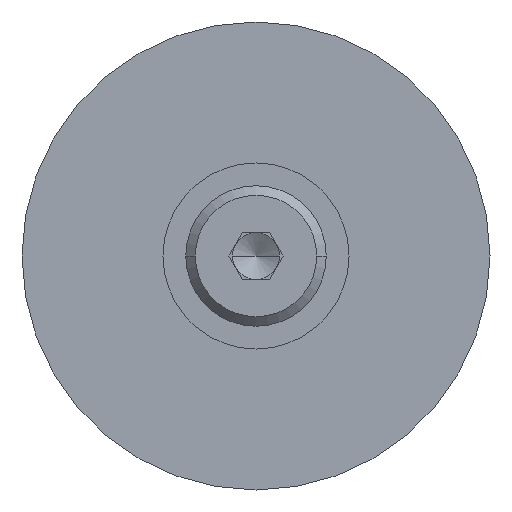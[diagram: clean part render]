
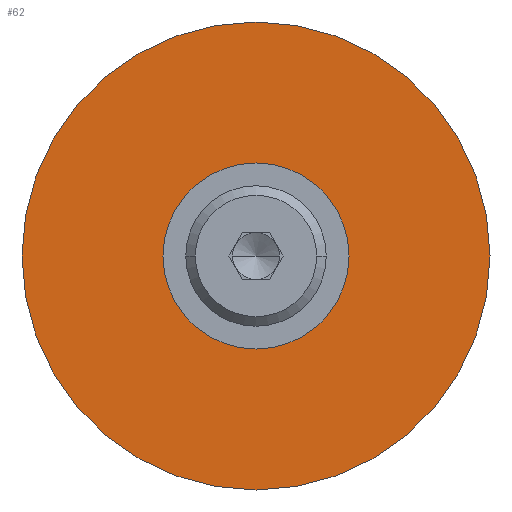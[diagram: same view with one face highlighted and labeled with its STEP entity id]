
A CAD part, left-side view. The second image highlights one B-rep face of the part: STEP entity #62.
In plain terms, the highlighted planar face has unit normal (-1, 0, 0).
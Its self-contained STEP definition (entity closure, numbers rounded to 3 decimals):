
#62=ADVANCED_FACE('',(#107,#108),#109,.T.);
#107=FACE_OUTER_BOUND('',#165,.T.);
#108=FACE_BOUND('',#166,.T.);
#109=PLANE('',#167);
#165=EDGE_LOOP('',(#305,#306));
#166=EDGE_LOOP('',(#307,#308));
#167=AXIS2_PLACEMENT_3D('',#309,#310,#311);
#305=ORIENTED_EDGE('',*,*,#404,.F.);
#306=ORIENTED_EDGE('',*,*,#431,.F.);
#307=ORIENTED_EDGE('',*,*,#409,.T.);
#308=ORIENTED_EDGE('',*,*,#429,.T.);
#309=CARTESIAN_POINT('',(-19.2,13.975,0.0));
#310=DIRECTION('',(-1.0,-0.0,0.0));
#311=DIRECTION('',(0.0,-1.0,-0.0));
#404=EDGE_CURVE('',#476,#478,#479,.T.);
#409=EDGE_CURVE('',#482,#486,#488,.T.);
#429=EDGE_CURVE('',#486,#482,#520,.T.);
#431=EDGE_CURVE('',#478,#476,#522,.T.);
#476=VERTEX_POINT('',#579);
#478=VERTEX_POINT('',#582);
#479=CIRCLE('',#583,20.0);
#482=VERTEX_POINT('',#587);
#486=VERTEX_POINT('',#592);
#488=CIRCLE('',#595,7.95);
#520=CIRCLE('',#645,7.95);
#522=CIRCLE('',#647,20.0);
#579=CARTESIAN_POINT('',(-19.2,20.0,0.0));
#582=CARTESIAN_POINT('',(-19.2,-20.0,0.));
#583=AXIS2_PLACEMENT_3D('',#692,#693,#694);
#587=CARTESIAN_POINT('',(-19.2,7.95,0.0));
#592=CARTESIAN_POINT('',(-19.2,-7.95,0.));
#595=AXIS2_PLACEMENT_3D('',#701,#702,#703);
#645=AXIS2_PLACEMENT_3D('',#725,#726,#727);
#647=AXIS2_PLACEMENT_3D('',#731,#732,#733);
#692=CARTESIAN_POINT('',(-19.2,0.0,0.0));
#693=DIRECTION('',(1.0,0.0,0.0));
#694=DIRECTION('',(0.0,1.0,0.0));
#701=CARTESIAN_POINT('',(-19.2,0.0,0.0));
#702=DIRECTION('',(1.0,0.0,0.0));
#703=DIRECTION('',(0.0,1.0,0.0));
#725=CARTESIAN_POINT('',(-19.2,0.0,0.0));
#726=DIRECTION('',(1.0,0.0,0.0));
#727=DIRECTION('',(0.0,1.0,0.0));
#731=CARTESIAN_POINT('',(-19.2,0.0,0.0));
#732=DIRECTION('',(1.0,0.0,0.0));
#733=DIRECTION('',(0.0,1.0,0.0));
